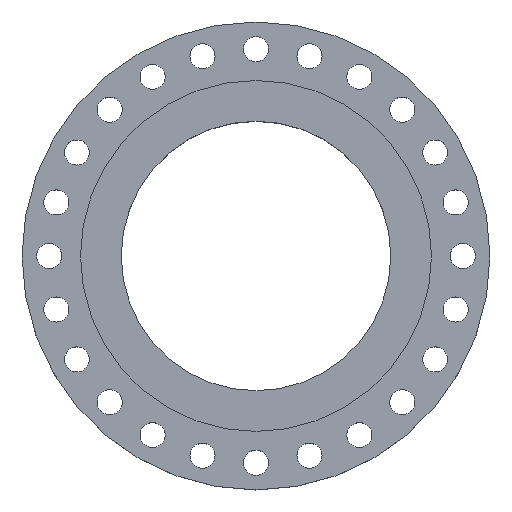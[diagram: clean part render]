
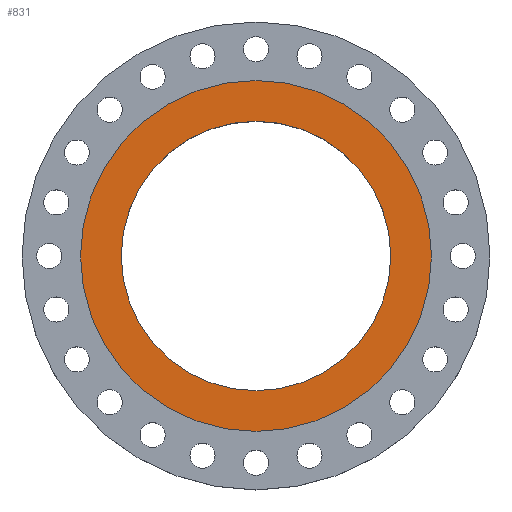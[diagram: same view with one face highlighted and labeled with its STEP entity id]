
A CAD part, top view. The second image highlights one B-rep face of the part: STEP entity #831.
In plain terms, the highlighted planar face has unit normal (0, 0, 1).
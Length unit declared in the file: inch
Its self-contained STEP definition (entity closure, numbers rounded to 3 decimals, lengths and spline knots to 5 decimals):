
#188 = CARTESIAN_POINT ( 'NONE',  ( 0., 8.0625, 0. ) ) ;
#245 = CARTESIAN_POINT ( 'NONE',  ( 0., 0., 0. ) ) ;
#259 = DIRECTION ( 'NONE',  ( 1., 0., 0. ) ) ;
#274 = EDGE_CURVE ( 'NONE', #2297, #1978, #1274, .T. ) ;
#335 = VERTEX_POINT ( 'NONE', #1433 ) ;
#380 = FACE_OUTER_BOUND ( 'NONE', #2017, .T. ) ;
#549 = CIRCLE ( 'NONE', #864, 10.5 ) ;
#644 = ORIENTED_EDGE ( 'NONE', *, *, #1304, .F. ) ;
#673 = CIRCLE ( 'NONE', #2140, 8.0625 ) ;
#691 = CARTESIAN_POINT ( 'NONE',  ( 0., 0., 0. ) ) ;
#813 = ORIENTED_EDGE ( 'NONE', *, *, #2365, .T. ) ;
#831 = ADVANCED_FACE ( 'NONE', ( #1884, #380 ), #1134, .F. ) ;
#864 = AXIS2_PLACEMENT_3D ( 'NONE', #691, #1303, #2351 ) ;
#867 = CARTESIAN_POINT ( 'NONE',  ( 10.5, 0., 0. ) ) ;
#1014 = DIRECTION ( 'NONE',  ( 0., 0., 1. ) ) ;
#1134 = PLANE ( 'NONE',  #2152 ) ;
#1214 = ORIENTED_EDGE ( 'NONE', *, *, #274, .T. ) ;
#1230 = DIRECTION ( 'NONE',  ( 0., 0., 1. ) ) ;
#1274 = CIRCLE ( 'NONE', #1428, 10.5 ) ;
#1303 = DIRECTION ( 'NONE',  ( 0., 0., 1. ) ) ;
#1304 = EDGE_CURVE ( 'NONE', #335, #2173, #1952, .T. ) ;
#1426 = DIRECTION ( 'NONE',  ( 1., 0., 0. ) ) ;
#1428 = AXIS2_PLACEMENT_3D ( 'NONE', #2192, #1230, #1426 ) ;
#1429 = ORIENTED_EDGE ( 'NONE', *, *, #2286, .F. ) ;
#1433 = CARTESIAN_POINT ( 'NONE',  ( -8.0625, 0., 0. ) ) ;
#1466 = CARTESIAN_POINT ( 'NONE',  ( 0., 0., 0. ) ) ;
#1501 = EDGE_LOOP ( 'NONE', ( #1429, #644 ) ) ;
#1638 = CARTESIAN_POINT ( 'NONE',  ( -10.5, 0., 0. ) ) ;
#1674 = DIRECTION ( 'NONE',  ( 0., 0., 1. ) ) ;
#1684 = DIRECTION ( 'NONE',  ( -1., 0., 0. ) ) ;
#1884 = FACE_BOUND ( 'NONE', #1501, .T. ) ;
#1952 = CIRCLE ( 'NONE', #1985, 8.0625 ) ;
#1978 = VERTEX_POINT ( 'NONE', #1638 ) ;
#1985 = AXIS2_PLACEMENT_3D ( 'NONE', #245, #1014, #259 ) ;
#1993 = DIRECTION ( 'NONE',  ( 1., 0., 0. ) ) ;
#2017 = EDGE_LOOP ( 'NONE', ( #1214, #813 ) ) ;
#2088 = DIRECTION ( 'NONE',  ( 0., 0., -1. ) ) ;
#2140 = AXIS2_PLACEMENT_3D ( 'NONE', #1466, #1674, #1993 ) ;
#2152 = AXIS2_PLACEMENT_3D ( 'NONE', #188, #2088, #1684 ) ;
#2173 = VERTEX_POINT ( 'NONE', #2326 ) ;
#2192 = CARTESIAN_POINT ( 'NONE',  ( 0., 0., 0. ) ) ;
#2286 = EDGE_CURVE ( 'NONE', #2173, #335, #673, .T. ) ;
#2297 = VERTEX_POINT ( 'NONE', #867 ) ;
#2326 = CARTESIAN_POINT ( 'NONE',  ( 8.0625, 0., 0. ) ) ;
#2351 = DIRECTION ( 'NONE',  ( 1., 0., 0. ) ) ;
#2365 = EDGE_CURVE ( 'NONE', #1978, #2297, #549, .T. ) ;
